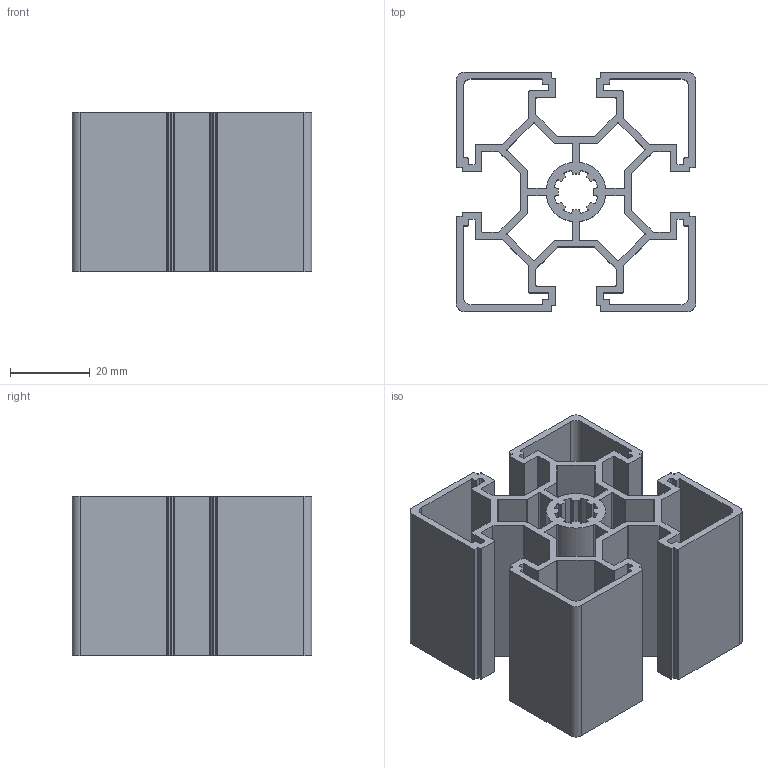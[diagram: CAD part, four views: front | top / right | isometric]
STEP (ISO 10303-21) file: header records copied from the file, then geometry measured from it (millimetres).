
FILE_DESCRIPTION (( 'STEP AP203' ), '1' );
FILE_NAME ('6060.step', '2023-05-12T09:13:54', ( '' ), ( '' ), 'SwSTEP 2.0', 'SolidWorks 2021', '' );
FILE_SCHEMA (( 'CONFIG_CONTROL_DESIGN' ));
Length unit declared in the file: millimetre
Products named in the file (1): 6060
Bounding box: 60 x 60 x 40 mm (x, y, z)
Volume: 36191.3 mm3; surface area: 41449.5 mm2
Topology: 1 solids, 1 shells, 365 faces, 1089 edges, 726 vertices
Faces by surface type: cylinder 199, plane 166
Entity records: 12514 total; most frequent: DIRECTION 2219, CARTESIAN_POINT 2181, ORIENTED_EDGE 2178, EDGE_CURVE 1089, AXIS2_PLACEMENT_3D 764, VERTEX_POINT 726, LINE 691, VECTOR 691
